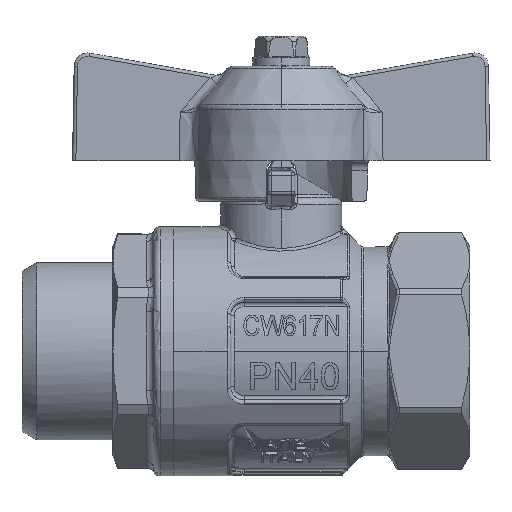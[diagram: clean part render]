
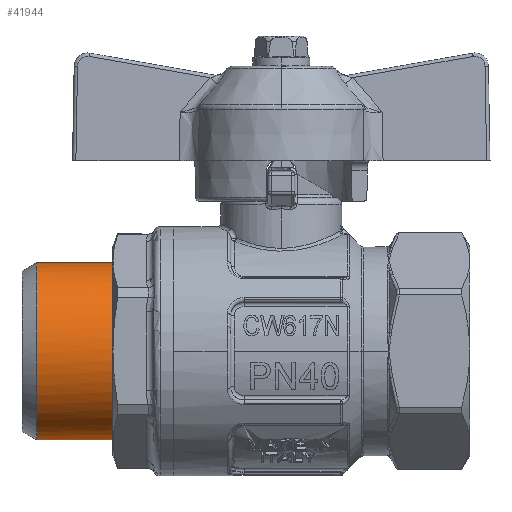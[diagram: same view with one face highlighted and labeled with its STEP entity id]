
A CAD part, top view. The second image highlights one B-rep face of the part: STEP entity #41944.
In plain terms, the highlighted cylindrical face has radius 13.15 mm (diameter 26.3 mm), a partial arc.
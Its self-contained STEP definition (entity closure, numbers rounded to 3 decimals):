
#802 = CARTESIAN_POINT ( 'NONE',  ( -25., 8.081, 10.516 ) ) ;
#903 = CARTESIAN_POINT ( 'NONE',  ( -25., -13.15, 0. ) ) ;
#926 = CARTESIAN_POINT ( 'NONE',  ( -36.33, 3.442, 12.808 ) ) ;
#1344 = CARTESIAN_POINT ( 'NONE',  ( -36.33, -8.081, 10.516 ) ) ;
#1488 = CARTESIAN_POINT ( 'NONE',  ( -36.33, -3.442, 12.808 ) ) ;
#2359 = CARTESIAN_POINT ( 'NONE',  ( -36.33, -13.15, 0. ) ) ;
#2877 = EDGE_CURVE ( 'NONE', #37889, #42633, #12803, .T. ) ;
#4086 = VERTEX_POINT ( 'NONE', #42622 ) ;
#4688 = CARTESIAN_POINT ( 'NONE',  ( -25., -11.49, 6.623 ) ) ;
#6024 = EDGE_CURVE ( 'NONE', #4086, #37889, #32570, .T. ) ;
#6136 = ORIENTED_EDGE ( 'NONE', *, *, #19362, .T. ) ;
#6976 = CARTESIAN_POINT ( 'NONE',  ( -36.33, 6.623, 11.49 ) ) ;
#7128 = EDGE_LOOP ( 'NONE', ( #6136, #7391, #36989, #17855 ) ) ;
#7391 = ORIENTED_EDGE ( 'NONE', *, *, #33592, .T. ) ;
#7415 = CARTESIAN_POINT ( 'NONE',  ( -25., -1.721, 13.15 ) ) ;
#7677 = CARTESIAN_POINT ( 'NONE',  ( -36.33, -13.15, 1.721 ) ) ;
#7694 = CARTESIAN_POINT ( 'NONE',  ( -25., 10.516, 8.081 ) ) ;
#7733 = CYLINDRICAL_SURFACE ( 'NONE', #24916, 13.15 ) ;
#7839 = CARTESIAN_POINT ( 'NONE',  ( -25., -8.081, 10.516 ) ) ;
#8923 = CARTESIAN_POINT ( 'NONE',  ( -43.516, 0., 0. ) ) ;
#10543 = CARTESIAN_POINT ( 'NONE',  ( -28.777, -13.15, 0. ) ) ;
#10725 = CARTESIAN_POINT ( 'NONE',  ( -25., 13.15, 1.721 ) ) ;
#10867 = CARTESIAN_POINT ( 'NONE',  ( -25., 13.15, 0. ) ) ;
#10989 = CARTESIAN_POINT ( 'NONE',  ( -36.33, -13.15, 0. ) ) ;
#12233 = DIRECTION ( 'NONE',  ( -1., 0., 0. ) ) ;
#12803 = B_SPLINE_CURVE_WITH_KNOTS ( 'NONE', 3,
 ( #13155, #29817, #29670, #36285 ),
 .UNSPECIFIED., .F., .F.,
 ( 4, 4 ),
 ( 0., 1. ),
 .UNSPECIFIED. ) ;
#13155 = CARTESIAN_POINT ( 'NONE',  ( -25., 13.15, 0. ) ) ;
#13871 = CARTESIAN_POINT ( 'NONE',  ( -36.33, 13.15, 1.721 ) ) ;
#14027 = CARTESIAN_POINT ( 'NONE',  ( -25., 12.808, 3.442 ) ) ;
#14148 = CARTESIAN_POINT ( 'NONE',  ( -36.33, 12.808, 3.442 ) ) ;
#14439 = CARTESIAN_POINT ( 'NONE',  ( -36.33, -12.808, 3.442 ) ) ;
#14738 = CARTESIAN_POINT ( 'NONE',  ( -36.33, 1.721, 13.15 ) ) ;
#17500 = CARTESIAN_POINT ( 'NONE',  ( -36.33, 10.516, 8.081 ) ) ;
#17855 = ORIENTED_EDGE ( 'NONE', *, *, #2877, .T. ) ;
#18067 = CARTESIAN_POINT ( 'NONE',  ( -36.33, -1.721, 13.15 ) ) ;
#19362 = EDGE_CURVE ( 'NONE', #42633, #34449, #21124, .T. ) ;
#20588 = CARTESIAN_POINT ( 'NONE',  ( -25., -3.442, 12.808 ) ) ;
#20691 = CARTESIAN_POINT ( 'NONE',  ( -36.33, -13.15, 0. ) ) ;
#20711 = CARTESIAN_POINT ( 'NONE',  ( -36.33, 8.081, 10.516 ) ) ;
#21020 = CARTESIAN_POINT ( 'NONE',  ( -25., -13.15, 0. ) ) ;
#21124 = B_SPLINE_CURVE_WITH_KNOTS ( 'NONE', 3,
 ( #24034, #13871, #14148, #37284, #17500, #20711, #6976, #926, #14738, #18067, #1488, #34241, #1344, #27492, #27776, #14439, #7677, #10989 ),
 .UNSPECIFIED., .F., .F.,
 ( 4, 2, 2, 2, 2, 2, 2, 2, 4 ),
 ( 0., 0.125, 0.25, 0.375, 0.5, 0.625, 0.75, 0.875, 1. ),
 .UNSPECIFIED. ) ;
#24034 = CARTESIAN_POINT ( 'NONE',  ( -36.33, 13.15, 0. ) ) ;
#24109 = CARTESIAN_POINT ( 'NONE',  ( -36.33, 13.15, 0. ) ) ;
#24916 = AXIS2_PLACEMENT_3D ( 'NONE', #8923, #12233, #35789 ) ;
#25331 = FACE_OUTER_BOUND ( 'NONE', #7128, .T. ) ;
#27492 = CARTESIAN_POINT ( 'NONE',  ( -36.33, -10.516, 8.081 ) ) ;
#27644 = CARTESIAN_POINT ( 'NONE',  ( -25., 11.49, 6.623 ) ) ;
#27776 = CARTESIAN_POINT ( 'NONE',  ( -36.33, -11.49, 6.623 ) ) ;
#27794 = CARTESIAN_POINT ( 'NONE',  ( -25., -6.623, 11.49 ) ) ;
#29670 = CARTESIAN_POINT ( 'NONE',  ( -32.553, 13.15, 0. ) ) ;
#29817 = CARTESIAN_POINT ( 'NONE',  ( -28.777, 13.15, 0. ) ) ;
#30396 = CARTESIAN_POINT ( 'NONE',  ( -25., 1.721, 13.15 ) ) ;
#30538 = CARTESIAN_POINT ( 'NONE',  ( -25., 6.623, 11.49 ) ) ;
#32570 = B_SPLINE_CURVE_WITH_KNOTS ( 'NONE', 3,
 ( #21020, #40625, #33843, #4688, #40484, #7839, #27794, #20588, #7415, #30396, #34117, #30538, #802, #7694, #27644, #14027, #10725, #10867 ),
 .UNSPECIFIED., .F., .F.,
 ( 4, 2, 2, 2, 2, 2, 2, 2, 4 ),
 ( 0., 0.125, 0.25, 0.375, 0.5, 0.625, 0.75, 0.875, 1. ),
 .UNSPECIFIED. ) ;
#33354 = B_SPLINE_CURVE_WITH_KNOTS ( 'NONE', 3,
 ( #20691, #40173, #10543, #903 ),
 .UNSPECIFIED., .F., .F.,
 ( 4, 4 ),
 ( 0., 1. ),
 .UNSPECIFIED. ) ;
#33592 = EDGE_CURVE ( 'NONE', #34449, #4086, #33354, .T. ) ;
#33843 = CARTESIAN_POINT ( 'NONE',  ( -25., -12.808, 3.442 ) ) ;
#34117 = CARTESIAN_POINT ( 'NONE',  ( -25., 3.442, 12.808 ) ) ;
#34241 = CARTESIAN_POINT ( 'NONE',  ( -36.33, -6.623, 11.49 ) ) ;
#34449 = VERTEX_POINT ( 'NONE', #2359 ) ;
#35789 = DIRECTION ( 'NONE',  ( 0., -1., 0. ) ) ;
#36285 = CARTESIAN_POINT ( 'NONE',  ( -36.33, 13.15, 0. ) ) ;
#36913 = CARTESIAN_POINT ( 'NONE',  ( -25., 13.15, 0. ) ) ;
#36989 = ORIENTED_EDGE ( 'NONE', *, *, #6024, .T. ) ;
#37284 = CARTESIAN_POINT ( 'NONE',  ( -36.33, 11.49, 6.623 ) ) ;
#37889 = VERTEX_POINT ( 'NONE', #36913 ) ;
#40173 = CARTESIAN_POINT ( 'NONE',  ( -32.553, -13.15, 0. ) ) ;
#40484 = CARTESIAN_POINT ( 'NONE',  ( -25., -10.516, 8.081 ) ) ;
#40625 = CARTESIAN_POINT ( 'NONE',  ( -25., -13.15, 1.721 ) ) ;
#41944 = ADVANCED_FACE ( 'NONE', ( #25331 ), #7733, .T. ) ;
#42622 = CARTESIAN_POINT ( 'NONE',  ( -25., -13.15, 0. ) ) ;
#42633 = VERTEX_POINT ( 'NONE', #24109 ) ;
